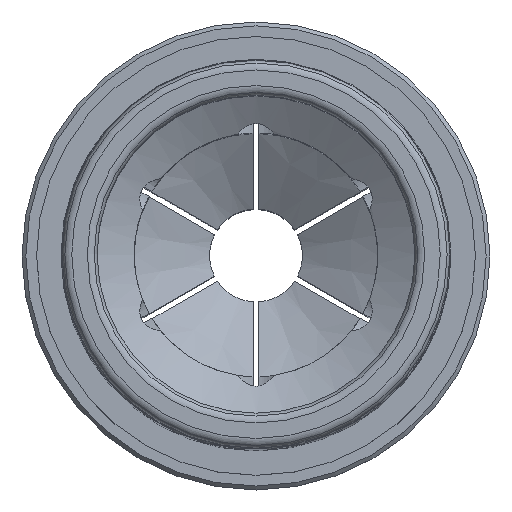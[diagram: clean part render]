
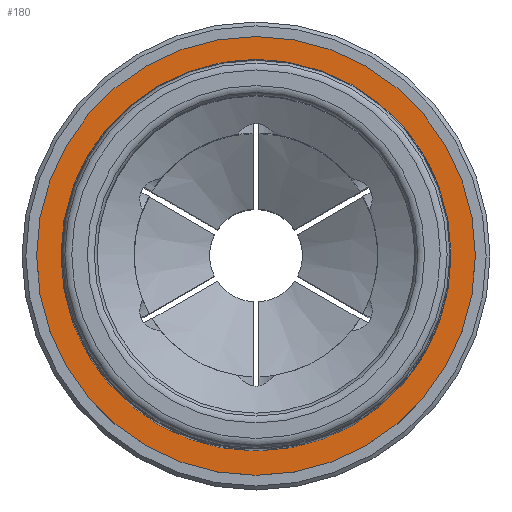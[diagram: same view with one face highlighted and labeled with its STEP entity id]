
A CAD part, top view. The second image highlights one B-rep face of the part: STEP entity #180.
In plain terms, the highlighted planar face has unit normal (0, 0, 1).
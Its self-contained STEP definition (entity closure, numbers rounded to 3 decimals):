
#180=ADVANCED_FACE('',(#464,#465),#244,.F.);
#244=PLANE('',#1431);
#286=LINE('',#2018,#382);
#287=LINE('',#2023,#383);
#288=LINE('',#2025,#384);
#289=LINE('',#2027,#385);
#290=LINE('',#2031,#386);
#291=LINE('',#2033,#387);
#292=LINE('',#2035,#388);
#293=LINE('',#2039,#389);
#294=LINE('',#2041,#390);
#295=LINE('',#2043,#391);
#296=LINE('',#2047,#392);
#297=LINE('',#2049,#393);
#298=LINE('',#2051,#394);
#299=LINE('',#2055,#395);
#300=LINE('',#2057,#396);
#301=LINE('',#2059,#397);
#302=LINE('',#2063,#398);
#303=LINE('',#2065,#399);
#382=VECTOR('',#1597,1.);
#383=VECTOR('',#1600,1.);
#384=VECTOR('',#1601,1.);
#385=VECTOR('',#1602,1.);
#386=VECTOR('',#1605,1.);
#387=VECTOR('',#1606,1.);
#388=VECTOR('',#1607,1.);
#389=VECTOR('',#1610,1.);
#390=VECTOR('',#1611,1.);
#391=VECTOR('',#1612,1.);
#392=VECTOR('',#1615,1.);
#393=VECTOR('',#1616,1.);
#394=VECTOR('',#1617,1.);
#395=VECTOR('',#1620,1.);
#396=VECTOR('',#1621,1.);
#397=VECTOR('',#1622,1.);
#398=VECTOR('',#1625,1.);
#399=VECTOR('',#1626,1.);
#464=FACE_BOUND('',#517,.T.);
#465=FACE_BOUND('',#518,.T.);
#517=EDGE_LOOP('',(#643,#644,#645,#646,#647,#648,#649,#650,#651,#652,#653,
#654,#655,#656,#657,#658,#659,#660,#661,#662,#663,#664,#665,#666));
#518=EDGE_LOOP('',(#667));
#643=ORIENTED_EDGE('',*,*,#1165,.T.);
#644=ORIENTED_EDGE('',*,*,#1166,.F.);
#645=ORIENTED_EDGE('',*,*,#1167,.T.);
#646=ORIENTED_EDGE('',*,*,#1168,.T.);
#647=ORIENTED_EDGE('',*,*,#1169,.T.);
#648=ORIENTED_EDGE('',*,*,#1170,.F.);
#649=ORIENTED_EDGE('',*,*,#1171,.F.);
#650=ORIENTED_EDGE('',*,*,#1172,.F.);
#651=ORIENTED_EDGE('',*,*,#1173,.F.);
#652=ORIENTED_EDGE('',*,*,#1174,.F.);
#653=ORIENTED_EDGE('',*,*,#1175,.T.);
#654=ORIENTED_EDGE('',*,*,#1176,.T.);
#655=ORIENTED_EDGE('',*,*,#1177,.T.);
#656=ORIENTED_EDGE('',*,*,#1178,.F.);
#657=ORIENTED_EDGE('',*,*,#1179,.T.);
#658=ORIENTED_EDGE('',*,*,#1180,.T.);
#659=ORIENTED_EDGE('',*,*,#1181,.T.);
#660=ORIENTED_EDGE('',*,*,#1182,.F.);
#661=ORIENTED_EDGE('',*,*,#1183,.F.);
#662=ORIENTED_EDGE('',*,*,#1184,.F.);
#663=ORIENTED_EDGE('',*,*,#1185,.F.);
#664=ORIENTED_EDGE('',*,*,#1186,.F.);
#665=ORIENTED_EDGE('',*,*,#1187,.T.);
#666=ORIENTED_EDGE('',*,*,#1188,.T.);
#667=ORIENTED_EDGE('',*,*,#1189,.T.);
#1023=VERTEX_POINT('',#2019);
#1024=VERTEX_POINT('',#2020);
#1025=VERTEX_POINT('',#2022);
#1026=VERTEX_POINT('',#2024);
#1027=VERTEX_POINT('',#2026);
#1028=VERTEX_POINT('',#2028);
#1029=VERTEX_POINT('',#2030);
#1030=VERTEX_POINT('',#2032);
#1031=VERTEX_POINT('',#2034);
#1032=VERTEX_POINT('',#2036);
#1033=VERTEX_POINT('',#2038);
#1034=VERTEX_POINT('',#2040);
#1035=VERTEX_POINT('',#2042);
#1036=VERTEX_POINT('',#2044);
#1037=VERTEX_POINT('',#2046);
#1038=VERTEX_POINT('',#2048);
#1039=VERTEX_POINT('',#2050);
#1040=VERTEX_POINT('',#2052);
#1041=VERTEX_POINT('',#2054);
#1042=VERTEX_POINT('',#2056);
#1043=VERTEX_POINT('',#2058);
#1044=VERTEX_POINT('',#2060);
#1045=VERTEX_POINT('',#2062);
#1046=VERTEX_POINT('',#2064);
#1047=VERTEX_POINT('',#2067);
#1165=EDGE_CURVE('',#1023,#1024,#286,.T.);
#1166=EDGE_CURVE('',#1025,#1024,#1332,.T.);
#1167=EDGE_CURVE('',#1025,#1026,#287,.T.);
#1168=EDGE_CURVE('',#1026,#1027,#288,.T.);
#1169=EDGE_CURVE('',#1027,#1028,#289,.T.);
#1170=EDGE_CURVE('',#1029,#1028,#1333,.T.);
#1171=EDGE_CURVE('',#1030,#1029,#290,.T.);
#1172=EDGE_CURVE('',#1031,#1030,#291,.T.);
#1173=EDGE_CURVE('',#1032,#1031,#292,.T.);
#1174=EDGE_CURVE('',#1033,#1032,#1334,.T.);
#1175=EDGE_CURVE('',#1033,#1034,#293,.T.);
#1176=EDGE_CURVE('',#1034,#1035,#294,.T.);
#1177=EDGE_CURVE('',#1035,#1036,#295,.T.);
#1178=EDGE_CURVE('',#1037,#1036,#1335,.T.);
#1179=EDGE_CURVE('',#1037,#1038,#296,.T.);
#1180=EDGE_CURVE('',#1038,#1039,#297,.T.);
#1181=EDGE_CURVE('',#1039,#1040,#298,.T.);
#1182=EDGE_CURVE('',#1041,#1040,#1336,.T.);
#1183=EDGE_CURVE('',#1042,#1041,#299,.T.);
#1184=EDGE_CURVE('',#1043,#1042,#300,.T.);
#1185=EDGE_CURVE('',#1044,#1043,#301,.T.);
#1186=EDGE_CURVE('',#1045,#1044,#1337,.T.);
#1187=EDGE_CURVE('',#1045,#1046,#302,.T.);
#1188=EDGE_CURVE('',#1046,#1023,#303,.T.);
#1189=EDGE_CURVE('',#1047,#1047,#1338,.T.);
#1332=CIRCLE('',#1424,10.);
#1333=CIRCLE('',#1425,10.);
#1334=CIRCLE('',#1426,10.);
#1335=CIRCLE('',#1427,10.);
#1336=CIRCLE('',#1428,10.);
#1337=CIRCLE('',#1429,10.);
#1338=CIRCLE('',#1430,11.25);
#1424=AXIS2_PLACEMENT_3D('',#2021,#1598,#1599);
#1425=AXIS2_PLACEMENT_3D('',#2029,#1603,#1604);
#1426=AXIS2_PLACEMENT_3D('',#2037,#1608,#1609);
#1427=AXIS2_PLACEMENT_3D('',#2045,#1613,#1614);
#1428=AXIS2_PLACEMENT_3D('',#2053,#1618,#1619);
#1429=AXIS2_PLACEMENT_3D('',#2061,#1623,#1624);
#1430=AXIS2_PLACEMENT_3D('',#2066,#1627,#1628);
#1431=AXIS2_PLACEMENT_3D('',#2068,#1629,#1630);
#1597=DIRECTION('',(-0.866,-0.5,0.));
#1598=DIRECTION('',(0.,0.,1.));
#1599=DIRECTION('',(-1.,0.,0.));
#1600=DIRECTION('',(0.866,-0.5,0.));
#1601=DIRECTION('',(-0.5,-0.866,0.));
#1602=DIRECTION('',(-0.866,0.5,0.));
#1603=DIRECTION('',(0.,0.,1.));
#1604=DIRECTION('',(-1.,0.,0.));
#1605=DIRECTION('',(0.,1.,0.));
#1606=DIRECTION('',(1.,0.,0.));
#1607=DIRECTION('',(0.,-1.,0.));
#1608=DIRECTION('',(0.,0.,1.));
#1609=DIRECTION('',(-1.,0.,0.));
#1610=DIRECTION('',(-0.866,-0.5,0.));
#1611=DIRECTION('',(-0.5,0.866,0.));
#1612=DIRECTION('',(0.866,0.5,0.));
#1613=DIRECTION('',(0.,0.,1.));
#1614=DIRECTION('',(-1.,0.,0.));
#1615=DIRECTION('',(-0.866,0.5,0.));
#1616=DIRECTION('',(0.5,0.866,0.));
#1617=DIRECTION('',(0.866,-0.5,0.));
#1618=DIRECTION('',(0.,0.,1.));
#1619=DIRECTION('',(-1.,0.,0.));
#1620=DIRECTION('',(0.,-1.,0.));
#1621=DIRECTION('',(-1.,0.,0.));
#1622=DIRECTION('',(0.,1.,0.));
#1623=DIRECTION('',(0.,0.,1.));
#1624=DIRECTION('',(-1.,0.,0.));
#1625=DIRECTION('',(0.866,0.5,0.));
#1626=DIRECTION('',(0.5,-0.866,0.));
#1627=DIRECTION('',(0.,0.,1.));
#1628=DIRECTION('',(-1.,0.,0.));
#1629=DIRECTION('',(0.,0.,-1.));
#1630=DIRECTION('',(1.,0.,0.));
#2018=CARTESIAN_POINT('',(8.735,4.87,0.));
#2019=CARTESIAN_POINT('',(8.735,4.87,0.));
#2020=CARTESIAN_POINT('',(8.734,4.87,0.));
#2021=CARTESIAN_POINT('',(0.,0.,0.));
#2022=CARTESIAN_POINT('',(8.734,-4.87,0.));
#2023=CARTESIAN_POINT('',(8.431,-4.695,0.));
#2024=CARTESIAN_POINT('',(8.735,-4.87,0.));
#2025=CARTESIAN_POINT('',(8.735,-4.87,0.));
#2026=CARTESIAN_POINT('',(8.585,-5.13,0.));
#2027=CARTESIAN_POINT('',(8.585,-5.13,0.));
#2028=CARTESIAN_POINT('',(8.584,-5.129,0.));
#2029=CARTESIAN_POINT('',(0.,0.,0.));
#2030=CARTESIAN_POINT('',(0.15,-9.999,0.));
#2031=CARTESIAN_POINT('',(0.15,-10.,0.));
#2032=CARTESIAN_POINT('',(0.15,-10.,0.));
#2033=CARTESIAN_POINT('',(-0.15,-10.,0.));
#2034=CARTESIAN_POINT('',(-0.15,-10.,0.));
#2035=CARTESIAN_POINT('',(-0.15,-9.649,0.));
#2036=CARTESIAN_POINT('',(-0.15,-9.999,0.));
#2037=CARTESIAN_POINT('',(0.,0.,0.));
#2038=CARTESIAN_POINT('',(-8.584,-5.129,0.));
#2039=CARTESIAN_POINT('',(-8.281,-4.954,0.));
#2040=CARTESIAN_POINT('',(-8.585,-5.13,0.));
#2041=CARTESIAN_POINT('',(-8.585,-5.13,0.));
#2042=CARTESIAN_POINT('',(-8.735,-4.87,0.));
#2043=CARTESIAN_POINT('',(-8.735,-4.87,0.));
#2044=CARTESIAN_POINT('',(-8.734,-4.87,0.));
#2045=CARTESIAN_POINT('',(0.,0.,0.));
#2046=CARTESIAN_POINT('',(-8.734,4.87,0.));
#2047=CARTESIAN_POINT('',(-8.431,4.695,0.));
#2048=CARTESIAN_POINT('',(-8.735,4.87,0.));
#2049=CARTESIAN_POINT('',(-8.735,4.87,0.));
#2050=CARTESIAN_POINT('',(-8.585,5.13,0.));
#2051=CARTESIAN_POINT('',(-8.585,5.13,0.));
#2052=CARTESIAN_POINT('',(-8.584,5.129,0.));
#2053=CARTESIAN_POINT('',(0.,0.,0.));
#2054=CARTESIAN_POINT('',(-0.15,9.999,0.));
#2055=CARTESIAN_POINT('',(-0.15,10.,0.));
#2056=CARTESIAN_POINT('',(-0.15,10.,0.));
#2057=CARTESIAN_POINT('',(0.15,10.,0.));
#2058=CARTESIAN_POINT('',(0.15,10.,0.));
#2059=CARTESIAN_POINT('',(0.15,9.649,0.));
#2060=CARTESIAN_POINT('',(0.15,9.999,0.));
#2061=CARTESIAN_POINT('',(0.,0.,0.));
#2062=CARTESIAN_POINT('',(8.584,5.129,0.));
#2063=CARTESIAN_POINT('',(8.281,4.954,0.));
#2064=CARTESIAN_POINT('',(8.585,5.13,0.));
#2065=CARTESIAN_POINT('',(8.585,5.13,0.));
#2066=CARTESIAN_POINT('',(0.,0.,0.));
#2067=CARTESIAN_POINT('',(-11.25,0.,0.));
#2068=CARTESIAN_POINT('',(0.,9.65,0.));
